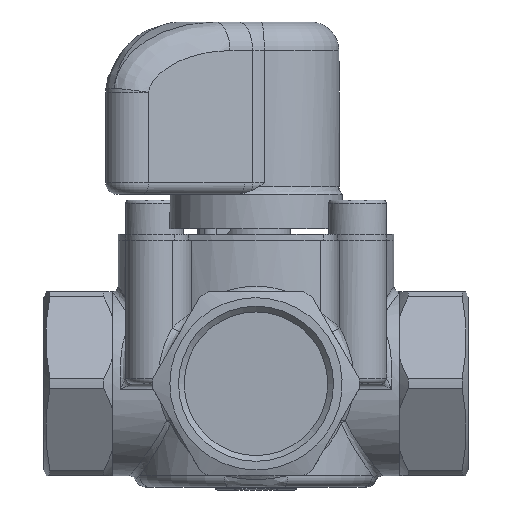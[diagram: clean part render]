
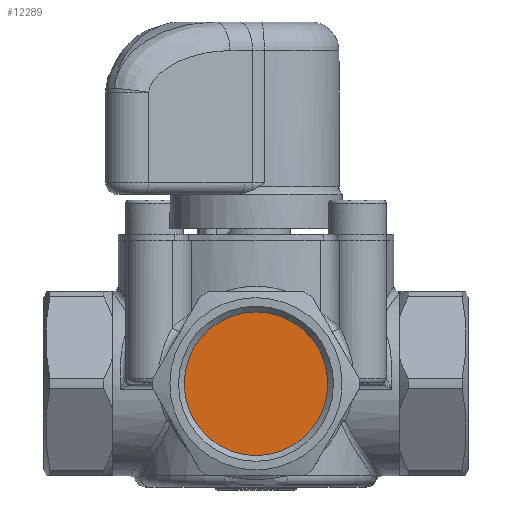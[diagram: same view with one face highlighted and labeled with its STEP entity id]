
A CAD part, front view. The second image highlights one B-rep face of the part: STEP entity #12289.
In plain terms, the highlighted planar face has unit normal (0, -1, 0).
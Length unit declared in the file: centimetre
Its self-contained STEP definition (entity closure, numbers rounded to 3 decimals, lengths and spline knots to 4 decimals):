
#2715=FACE_OUTER_BOUND('',#3432,.T.);
#3432=EDGE_LOOP('',(#7662));
#4210=CIRCLE('',#13009,1.25);
#4670=VERTEX_POINT('',#16754);
#5838=EDGE_CURVE('',#4670,#4670,#4210,.T.);
#7662=ORIENTED_EDGE('',*,*,#5838,.T.);
#11310=PLANE('',#13008);
#12289=ADVANCED_FACE('',(#2715),#11310,.F.);
#13008=AXIS2_PLACEMENT_3D('',#16753,#13983,#13984);
#13009=AXIS2_PLACEMENT_3D('',#16755,#13985,#13986);
#13983=DIRECTION('center_axis',(0.,1.,0.));
#13984=DIRECTION('ref_axis',(0.,0.,1.));
#13985=DIRECTION('center_axis',(0.,-1.,0.));
#13986=DIRECTION('ref_axis',(1.,0.,0.));
#16753=CARTESIAN_POINT('Origin',(0.,-2.1,0.));
#16754=CARTESIAN_POINT('',(-1.25,-2.1,0.));
#16755=CARTESIAN_POINT('Origin',(0.,-2.1,0.));
